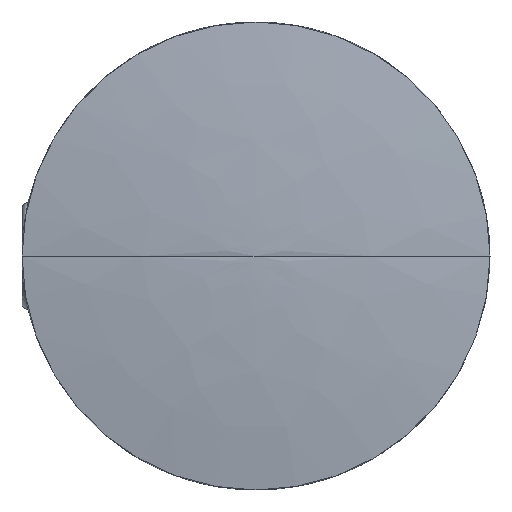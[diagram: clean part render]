
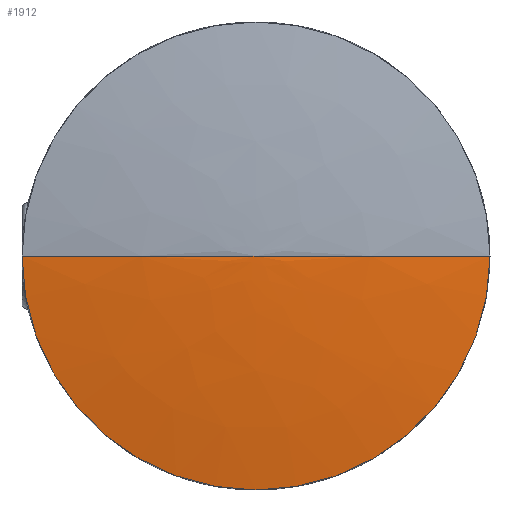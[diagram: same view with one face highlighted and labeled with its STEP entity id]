
A CAD part, left-side view. The second image highlights one B-rep face of the part: STEP entity #1912.
In plain terms, the highlighted free-form (B-spline) face has degree [2, 3] with [3, 4] control points.
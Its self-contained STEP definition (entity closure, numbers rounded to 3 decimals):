
#96 = CARTESIAN_POINT ( 'NONE',  ( -69.926, 0., 0. ) ) ;
#410 = VERTEX_POINT ( 'NONE', #6416 ) ;
#428 = EDGE_CURVE ( 'NONE', #410, #4262, #2786, .T. ) ;
#500 = DIRECTION ( 'NONE',  ( 0., 0., 1. ) ) ;
#508 = CARTESIAN_POINT ( 'NONE',  ( -70.773, -5.274, 0. ) ) ;
#512 =( BOUNDED_SURFACE ( )  B_SPLINE_SURFACE ( 2, 3, ( 
 ( #6227, #3617, #5776, #1019 ),
 ( #4676, #3207, #6291, #508 ),
 ( #6773, #3101, #2098, #5297 ) ),
 .UNSPECIFIED., .F., .F., .F. ) 
 B_SPLINE_SURFACE_WITH_KNOTS ( ( 3, 3 ),
 ( 4, 4 ),
 ( 0., 1. ),
 ( 0., 1. ),
 .UNSPECIFIED. ) 
 GEOMETRIC_REPRESENTATION_ITEM ( )  RATIONAL_B_SPLINE_SURFACE ( (
 ( 1., 0.333, 0.333, 1.),
 ( 1., 0.333, 0.333, 1.),
 ( 1., 0.333, 0.333, 1.) ) ) 
 REPRESENTATION_ITEM ( '' )  SURFACE ( )  );
#603 = ORIENTED_EDGE ( 'NONE', *, *, #6436, .T. ) ;
#1005 = EDGE_CURVE ( 'NONE', #3347, #6357, #2303, .T. ) ;
#1019 = CARTESIAN_POINT ( 'NONE',  ( -69.926, -11., 0. ) ) ;
#1060 = CARTESIAN_POINT ( 'NONE',  ( -69.926, 11., 0. ) ) ;
#1380 = EDGE_LOOP ( 'NONE', ( #603, #2004, #5409, #4650 ) ) ;
#1912 = ADVANCED_FACE ( 'NONE', ( #5811 ), #512, .F. ) ;
#1950 = CARTESIAN_POINT ( 'NONE',  ( -70.753, 0., 0. ) ) ;
#2004 = ORIENTED_EDGE ( 'NONE', *, *, #428, .T. ) ;
#2098 = CARTESIAN_POINT ( 'NONE',  ( -70.753, 0., 0. ) ) ;
#2303 = CIRCLE ( 'NONE', #5487, 11. ) ;
#2439 = DIRECTION ( 'NONE',  ( 0., 0., 1. ) ) ;
#2786 = B_SPLINE_CURVE_WITH_KNOTS ( 'NONE', 2,
 ( #5495, #2843, #4947 ),
 .UNSPECIFIED., .F., .F.,
 ( 3, 3 ),
 ( 0., 1. ),
 .UNSPECIFIED. ) ;
#2843 = CARTESIAN_POINT ( 'NONE',  ( -70.773, -5.274, 0. ) ) ;
#3101 = CARTESIAN_POINT ( 'NONE',  ( -70.753, 0., 0. ) ) ;
#3125 = CARTESIAN_POINT ( 'NONE',  ( -69.926, 0., -11. ) ) ;
#3203 = CARTESIAN_POINT ( 'NONE',  ( -70.773, 5.274, 0. ) ) ;
#3207 = CARTESIAN_POINT ( 'NONE',  ( -70.773, 5.274, -10.547 ) ) ;
#3347 = VERTEX_POINT ( 'NONE', #1060 ) ;
#3406 = CARTESIAN_POINT ( 'NONE',  ( -69.926, 0., 0. ) ) ;
#3617 = CARTESIAN_POINT ( 'NONE',  ( -69.926, 11., -22. ) ) ;
#4000 = EDGE_CURVE ( 'NONE', #3347, #4262, #4044, .T. ) ;
#4044 = B_SPLINE_CURVE_WITH_KNOTS ( 'NONE', 2,
 ( #4189, #3203, #5199 ),
 .UNSPECIFIED., .F., .F.,
 ( 3, 3 ),
 ( 0., 1. ),
 .UNSPECIFIED. ) ;
#4189 = CARTESIAN_POINT ( 'NONE',  ( -69.926, 11., 0. ) ) ;
#4262 = VERTEX_POINT ( 'NONE', #1950 ) ;
#4650 = ORIENTED_EDGE ( 'NONE', *, *, #1005, .T. ) ;
#4676 = CARTESIAN_POINT ( 'NONE',  ( -70.773, 5.274, 0. ) ) ;
#4947 = CARTESIAN_POINT ( 'NONE',  ( -70.753, 0., 0. ) ) ;
#5057 = DIRECTION ( 'NONE',  ( -1., 0., 0. ) ) ;
#5199 = CARTESIAN_POINT ( 'NONE',  ( -70.753, 0., 0. ) ) ;
#5225 = DIRECTION ( 'NONE',  ( -1., 0., 0. ) ) ;
#5248 = AXIS2_PLACEMENT_3D ( 'NONE', #96, #5225, #500 ) ;
#5297 = CARTESIAN_POINT ( 'NONE',  ( -70.753, 0., 0. ) ) ;
#5409 = ORIENTED_EDGE ( 'NONE', *, *, #4000, .F. ) ;
#5487 = AXIS2_PLACEMENT_3D ( 'NONE', #3406, #5057, #2439 ) ;
#5495 = CARTESIAN_POINT ( 'NONE',  ( -69.926, -11., 0. ) ) ;
#5776 = CARTESIAN_POINT ( 'NONE',  ( -69.926, -11., -22. ) ) ;
#5811 = FACE_OUTER_BOUND ( 'NONE', #1380, .T. ) ;
#6227 = CARTESIAN_POINT ( 'NONE',  ( -69.926, 11., 0. ) ) ;
#6291 = CARTESIAN_POINT ( 'NONE',  ( -70.773, -5.274, -10.547 ) ) ;
#6357 = VERTEX_POINT ( 'NONE', #3125 ) ;
#6416 = CARTESIAN_POINT ( 'NONE',  ( -69.926, -11., 0. ) ) ;
#6436 = EDGE_CURVE ( 'NONE', #6357, #410, #6453, .T. ) ;
#6453 = CIRCLE ( 'NONE', #5248, 11. ) ;
#6773 = CARTESIAN_POINT ( 'NONE',  ( -70.753, 0., 0. ) ) ;
